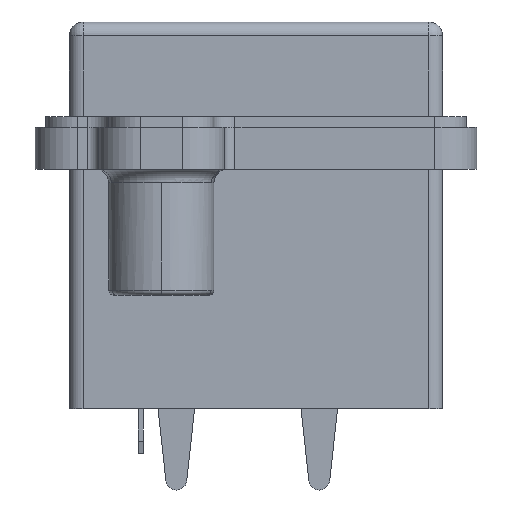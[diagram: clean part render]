
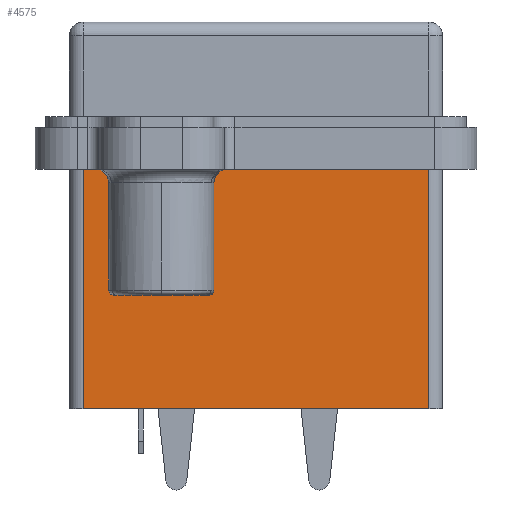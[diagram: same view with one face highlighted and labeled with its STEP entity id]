
A CAD part, left-side view. The second image highlights one B-rep face of the part: STEP entity #4575.
In plain terms, the highlighted planar face has unit normal (-1, 0, 0).
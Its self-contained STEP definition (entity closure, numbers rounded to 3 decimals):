
#953 = ORIENTED_EDGE ( 'NONE', *, *, #4355, .T. ) ;
#970 = ORIENTED_EDGE ( 'NONE', *, *, #4354, .F. ) ;
#975 = ORIENTED_EDGE ( 'NONE', *, *, #4356, .T. ) ;
#1188 = ORIENTED_EDGE ( 'NONE', *, *, #6288, .T. ) ;
#4354 = EDGE_CURVE ( 'NONE', #5985, #6123, #8695, .T. ) ;
#4355 = EDGE_CURVE ( 'NONE', #5985, #5977, #8702, .T. ) ;
#4356 = EDGE_CURVE ( 'NONE', #5977, #6121, #8701, .T. ) ;
#4575 = ADVANCED_FACE ( 'NONE', ( #10440 ), #10441, .T. ) ;
#5977 = VERTEX_POINT ( 'NONE', #13732 ) ;
#5985 = VERTEX_POINT ( 'NONE', #13740 ) ;
#6121 = VERTEX_POINT ( 'NONE', #13876 ) ;
#6123 = VERTEX_POINT ( 'NONE', #13878 ) ;
#6288 = EDGE_CURVE ( 'NONE', #6121, #6123, #14879, .T. ) ;
#8695 = LINE ( 'NONE', #8696, #21697 ) ;
#8696 = CARTESIAN_POINT ( 'NONE',  ( -8.125, 8.225, -18.4 ) ) ;
#8701 = LINE ( 'NONE', #8711, #21699 ) ;
#8702 = LINE ( 'NONE', #8708, #21687 ) ;
#8707 = DIRECTION ( 'NONE',  ( 0., 0., 1. ) ) ;
#8708 = CARTESIAN_POINT ( 'NONE',  ( -8.125, -8.225, -18.4 ) ) ;
#8710 = DIRECTION ( 'NONE',  ( 0., -1., 0. ) ) ;
#8711 = CARTESIAN_POINT ( 'NONE',  ( -8.125, -8.225, -18.4 ) ) ;
#8712 = DIRECTION ( 'NONE',  ( 0., 0., 1. ) ) ;
#10432 = CARTESIAN_POINT ( 'NONE',  ( -8.125, -8.225, -18.4 ) ) ;
#10440 = FACE_OUTER_BOUND ( 'NONE', #25082, .T. ) ;
#10441 = PLANE ( 'NONE',  #10927 ) ;
#10443 = DIRECTION ( 'NONE',  ( -1., 0., 0. ) ) ;
#10444 = DIRECTION ( 'NONE',  ( 0., -1., 0. ) ) ;
#10927 = AXIS2_PLACEMENT_3D ( 'NONE', #10432, #10443, #10444 ) ;
#11695 = VECTOR ( 'NONE', #14890, 1000. ) ;
#13732 = CARTESIAN_POINT ( 'NONE',  ( -8.125, -8.225, -18.4 ) ) ;
#13740 = CARTESIAN_POINT ( 'NONE',  ( -8.125, 8.225, -18.4 ) ) ;
#13876 = CARTESIAN_POINT ( 'NONE',  ( -8.125, -8.225, -7. ) ) ;
#13878 = CARTESIAN_POINT ( 'NONE',  ( -8.125, 8.225, -7. ) ) ;
#14879 = LINE ( 'NONE', #14880, #11695 ) ;
#14880 = CARTESIAN_POINT ( 'NONE',  ( -8.125, -8.225, -7. ) ) ;
#14890 = DIRECTION ( 'NONE',  ( 0., 1., 0. ) ) ;
#21687 = VECTOR ( 'NONE', #8710, 1000. ) ;
#21697 = VECTOR ( 'NONE', #8707, 1000. ) ;
#21699 = VECTOR ( 'NONE', #8712, 1000. ) ;
#25082 = EDGE_LOOP ( 'NONE', ( #1188, #970, #953, #975 ) ) ;
